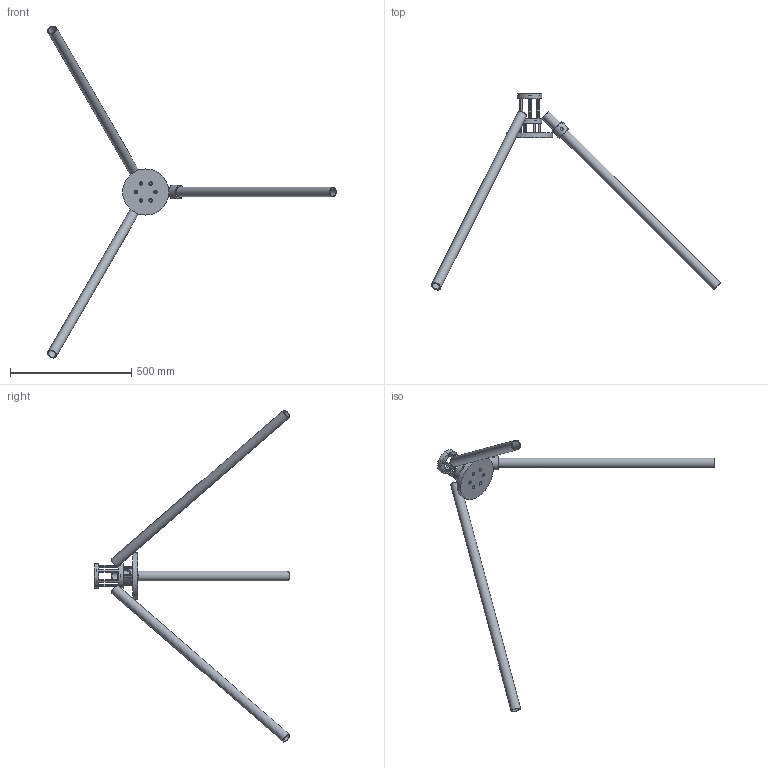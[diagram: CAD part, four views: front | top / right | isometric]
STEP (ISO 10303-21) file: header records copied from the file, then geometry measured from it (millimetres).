
FILE_DESCRIPTION(/* description */ (''),/* implementation_level */ '2;1');
FILE_NAME(/* name */ 'OpenTripod v1.step',/* time_stamp */ '2024-08-24T19:26:25+10:00',/* author */ (''),/* organization */ (''),/* preprocessor_version */ 'ST-DEVELOPER v20',/* originating_system */ 'Autodesk Translation Framework v13.14.0.145',/* authorisation */ '');
FILE_SCHEMA (('AUTOMOTIVE_DESIGN { 1 0 10303 214 3 1 1 }'));
Length unit declared in the file: millimetre
Products named in the file (1): OpenTripod
Bounding box: 1189.71 x 807.11 x 1367.46 mm (x, y, z)
Volume: 1878568.8 mm3; surface area: 859983.2 mm2
Topology: 19 solids, 19 shells, 207 faces, 458 edges, 307 vertices
Faces by surface type: plane 148, cylinder 59
Full cylindrical faces by diameter (mm): 4 x4, 8.5 x18, 12.6 x2, 14 x18, 34 x3, 40 x3, 60 x2, 100 x2, 190 x1
Entity records: 6011 total; most frequent: CARTESIAN_POINT 1171, DIRECTION 985, ORIENTED_EDGE 916, EDGE_CURVE 458, AXIS2_PLACEMENT_3D 336, LINE 313, VECTOR 313, VERTEX_POINT 307
